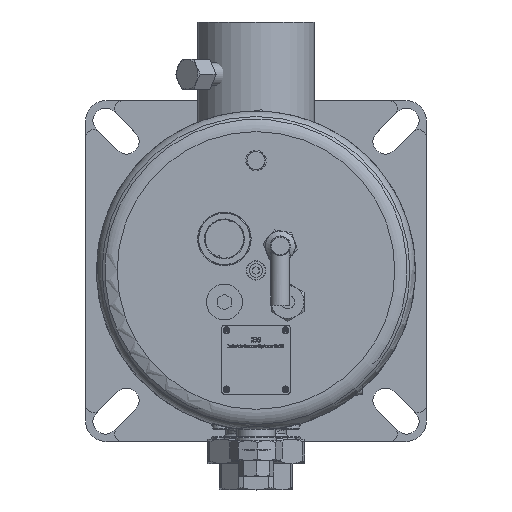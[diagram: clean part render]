
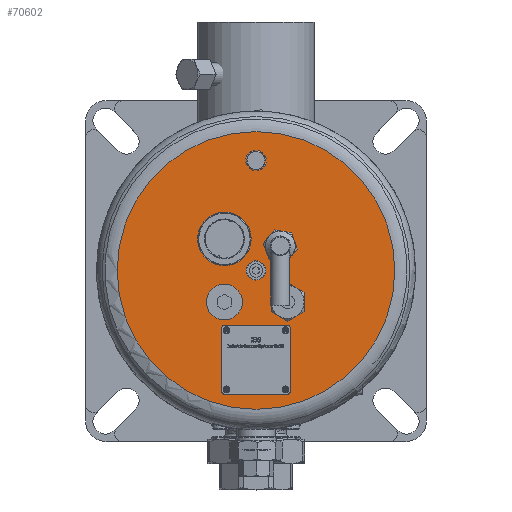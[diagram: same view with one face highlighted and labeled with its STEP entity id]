
A CAD part, top view. The second image highlights one B-rep face of the part: STEP entity #70602.
In plain terms, the highlighted planar face has unit normal (0, 0, 1).
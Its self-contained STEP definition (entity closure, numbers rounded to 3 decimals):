
#13693=FACE_OUTER_BOUND('',#18208,.T.);
#18208=EDGE_LOOP('',(#45430));
#22734=CIRCLE('',#75518,101.);
#26892=VERTEX_POINT('',#99844);
#33694=EDGE_CURVE('',#26892,#26892,#22734,.T.);
#45430=ORIENTED_EDGE('',*,*,#33694,.F.);
#64907=PLANE('',#75517);
#70602=ADVANCED_FACE('',(#13693),#64907,.F.);
#75517=AXIS2_PLACEMENT_3D('',#99843,#83154,#83155);
#75518=AXIS2_PLACEMENT_3D('',#99845,#83156,#83157);
#83154=DIRECTION('center_axis',(0.,0.,
-1.));
#83155=DIRECTION('ref_axis',(0.,1.,0.));
#83156=DIRECTION('center_axis',(0.,0.,
-1.));
#83157=DIRECTION('ref_axis',(0.,1.,0.));
#99843=CARTESIAN_POINT('Origin',(0.,0.,
249.));
#99844=CARTESIAN_POINT('',(0.,-101.,249.));
#99845=CARTESIAN_POINT('Origin',(0.,0.,
249.));
